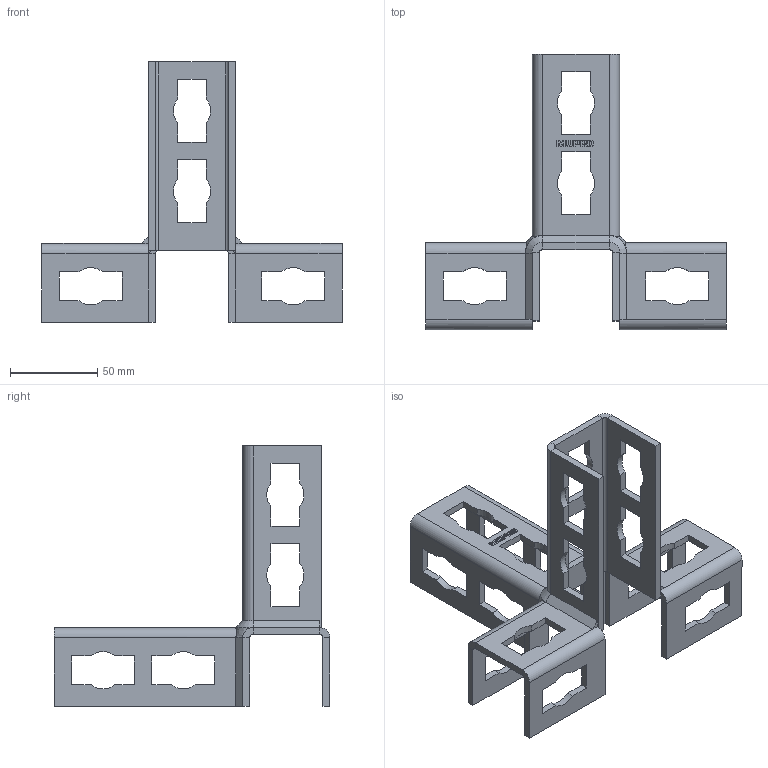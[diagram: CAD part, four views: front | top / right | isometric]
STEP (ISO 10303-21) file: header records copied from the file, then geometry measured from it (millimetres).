
FILE_DESCRIPTION((''),'2;1');
FILE_NAME('152321.stp','2013-04-29T14:49:24',('DMK009'),(''),'Autodesk Inventor 2012','Autodesk Inventor 2012','');
FILE_SCHEMA(('AUTOMOTIVE_DESIGN { 1 0 10303 214 1 1 1 1 }'));
Length unit declared in the file: millimetre
Products named in the file (1): 152321
Bounding box: 172 x 158 x 149 mm (x, y, z)
Volume: 129758.4 mm3; surface area: 77212.1 mm2
Topology: 1 solids, 1 shells, 459 faces, 1245 edges, 800 vertices
Faces by surface type: plane 305, cylinder 144, bspline 8, cone 2
Entity records: 15233 total; most frequent: CARTESIAN_POINT 2903, ORIENTED_EDGE 2490, DIRECTION 2433, EDGE_CURVE 1245, VECTOR 945, LINE 945, VERTEX_POINT 800, AXIS2_PLACEMENT_3D 744
